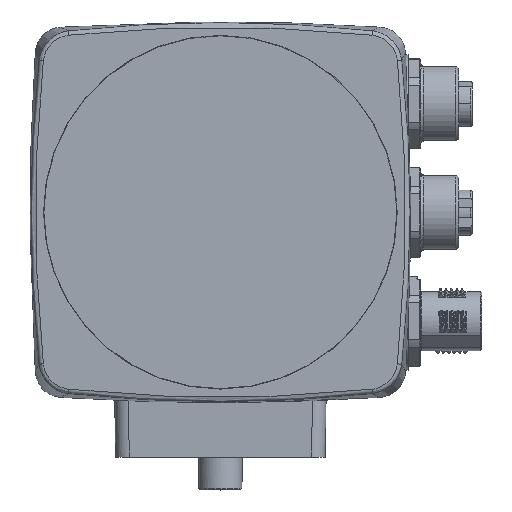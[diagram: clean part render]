
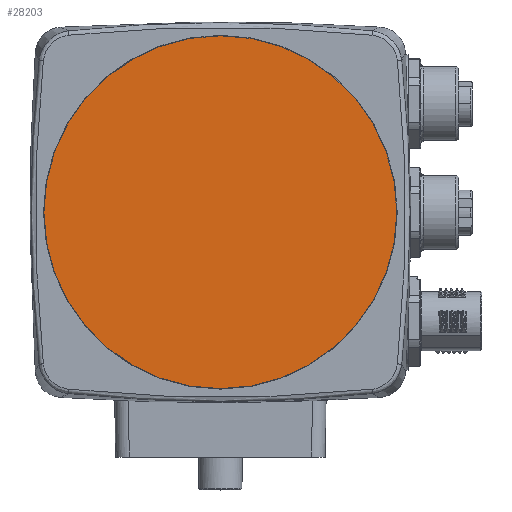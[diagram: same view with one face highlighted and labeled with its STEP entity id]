
A CAD part, top view. The second image highlights one B-rep face of the part: STEP entity #28203.
In plain terms, the highlighted planar face has unit normal (0, 0, 1).
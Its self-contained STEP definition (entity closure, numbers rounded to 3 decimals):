
#3138=CARTESIAN_POINT('',(0.,0.,5.94));
#3139=DIRECTION('',(0.,0.,1.));
#3140=DIRECTION('',(1.,0.,0.));
#3141=AXIS2_PLACEMENT_3D('',#3138,#3139,#3140);
#3143=CARTESIAN_POINT('',(0.,0.,5.94));
#3144=DIRECTION('',(0.,0.,1.));
#3145=DIRECTION('',(-1.,0.,0.));
#3146=AXIS2_PLACEMENT_3D('',#3143,#3144,#3145);
#21448=CARTESIAN_POINT('',(32.45,0.,5.94));
#21449=CARTESIAN_POINT('',(-32.45,0.,5.94));
#21450=VERTEX_POINT('',#21448);
#21451=VERTEX_POINT('',#21449);
#28194=CARTESIAN_POINT('',(0.,0.,5.94));
#28195=DIRECTION('',(0.,0.,1.));
#28196=DIRECTION('',(1.,0.,0.));
#28197=AXIS2_PLACEMENT_3D('',#28194,#28195,#28196);
#28198=PLANE('',#28197);
#28199=ORIENTED_EDGE('',*,*,#28160,.F.);
#28200=ORIENTED_EDGE('',*,*,#28181,.F.);
#28201=EDGE_LOOP('',(#28199,#28200));
#28202=FACE_OUTER_BOUND('',#28201,.F.);
#28203=ADVANCED_FACE('',(#28202),#28198,.T.);
#3142=CIRCLE('',#3141,32.45);
#3147=CIRCLE('',#3146,32.45);
#28160=EDGE_CURVE('',#21450,#21451,#3142,.T.);
#28181=EDGE_CURVE('',#21451,#21450,#3147,.T.);
